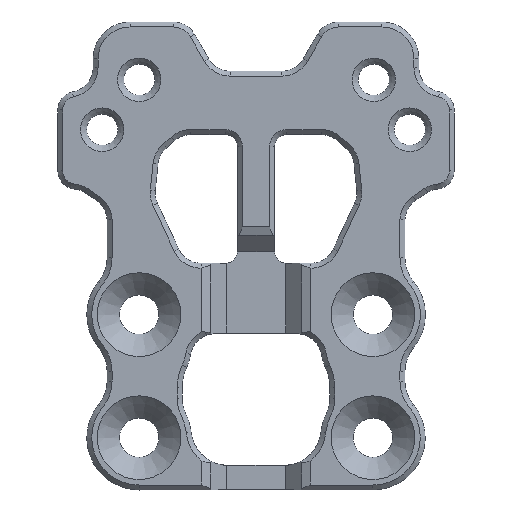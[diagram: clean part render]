
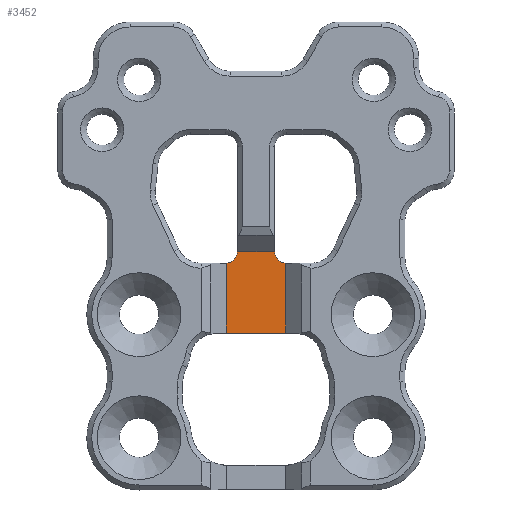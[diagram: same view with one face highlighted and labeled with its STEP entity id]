
A CAD part, front view. The second image highlights one B-rep face of the part: STEP entity #3452.
In plain terms, the highlighted planar face has unit normal (0, -1, 0).
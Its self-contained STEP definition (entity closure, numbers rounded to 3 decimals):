
#278=CIRCLE('',#3848,1.);
#279=CIRCLE('',#3849,1.);
#526=FACE_OUTER_BOUND('',#740,.T.);
#740=EDGE_LOOP('',(#3143,#3144,#3145,#3146,#3147,#3148));
#820=LINE('',#5108,#1124);
#842=LINE('',#5170,#1146);
#863=LINE('',#5230,#1167);
#1060=LINE('',#5957,#1364);
#1124=VECTOR('',#4023,10.);
#1146=VECTOR('',#4083,10.);
#1167=VECTOR('',#4142,10.);
#1364=VECTOR('',#4907,10.);
#1428=VERTEX_POINT('',#5105);
#1429=VERTEX_POINT('',#5107);
#1446=VERTEX_POINT('',#5167);
#1447=VERTEX_POINT('',#5169);
#1463=VERTEX_POINT('',#5227);
#1464=VERTEX_POINT('',#5229);
#1761=EDGE_CURVE('',#1428,#1429,#820,.T.);
#1791=EDGE_CURVE('',#1446,#1447,#842,.T.);
#1820=EDGE_CURVE('',#1463,#1464,#863,.T.);
#2172=EDGE_CURVE('',#1429,#1463,#1060,.T.);
#2173=EDGE_CURVE('',#1447,#1428,#278,.T.);
#2174=EDGE_CURVE('',#1464,#1446,#279,.T.);
#3143=ORIENTED_EDGE('',*,*,#1820,.F.);
#3144=ORIENTED_EDGE('',*,*,#2172,.F.);
#3145=ORIENTED_EDGE('',*,*,#1761,.F.);
#3146=ORIENTED_EDGE('',*,*,#2173,.F.);
#3147=ORIENTED_EDGE('',*,*,#1791,.F.);
#3148=ORIENTED_EDGE('',*,*,#2174,.F.);
#3263=PLANE('',#3847);
#3452=ADVANCED_FACE('',(#526),#3263,.T.);
#3847=AXIS2_PLACEMENT_3D('',#5956,#4905,#4906);
#3848=AXIS2_PLACEMENT_3D('',#5958,#4908,#4909);
#3849=AXIS2_PLACEMENT_3D('',#5959,#4910,#4911);
#4023=DIRECTION('',(0.,0.,-1.));
#4083=DIRECTION('',(1.,0.,0.));
#4142=DIRECTION('',(0.,0.,1.));
#4905=DIRECTION('center_axis',(0.,-1.,0.));
#4906=DIRECTION('ref_axis',(1.,0.,0.));
#4907=DIRECTION('',(-1.,0.,0.));
#4908=DIRECTION('center_axis',(0.,-1.,0.));
#4909=DIRECTION('ref_axis',(-1.,0.,0.));
#4910=DIRECTION('center_axis',(0.,-1.,0.));
#4911=DIRECTION('ref_axis',(1.,0.,0.));
#5105=CARTESIAN_POINT('',(1.902,-20.979,5.676));
#5107=CARTESIAN_POINT('',(1.902,-20.979,0.));
#5108=CARTESIAN_POINT('',(1.902,-20.979,-15.3));
#5167=CARTESIAN_POINT('',(-1.999,-20.979,6.629));
#5169=CARTESIAN_POINT('',(1.003,-20.979,6.629));
#5170=CARTESIAN_POINT('',(-1.448,-20.979,6.629));
#5227=CARTESIAN_POINT('',(-2.898,-20.979,0.));
#5229=CARTESIAN_POINT('',(-2.898,-20.979,5.676));
#5230=CARTESIAN_POINT('',(-2.898,-20.979,-15.3));
#5956=CARTESIAN_POINT('Origin',(-2.398,-20.979,-15.3));
#5957=CARTESIAN_POINT('',(-2.948,-20.979,0.));
#5958=CARTESIAN_POINT('Origin',(2.002,-20.979,6.671));
#5959=CARTESIAN_POINT('Origin',(-2.998,-20.979,6.671));
